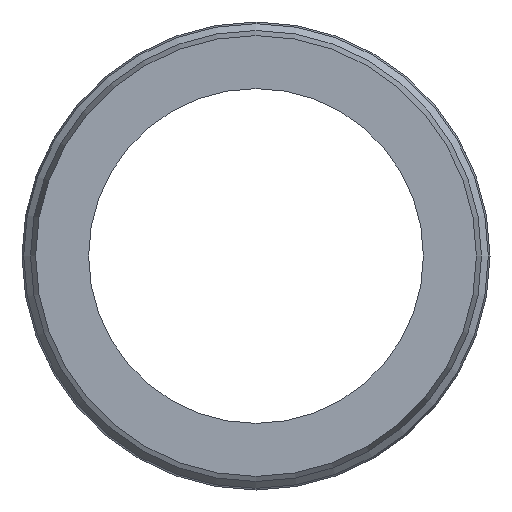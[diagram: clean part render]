
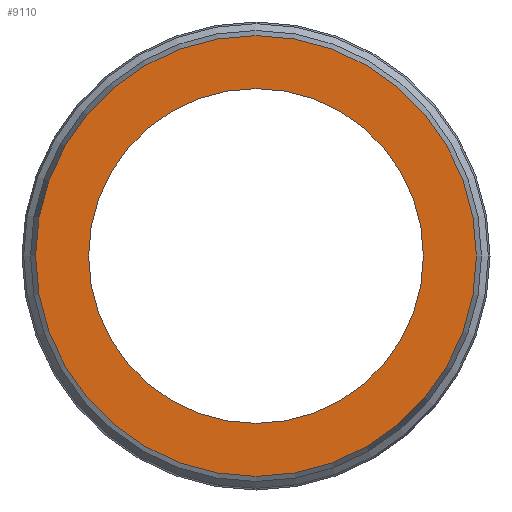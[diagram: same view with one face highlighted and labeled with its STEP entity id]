
A CAD part, front view. The second image highlights one B-rep face of the part: STEP entity #9110.
In plain terms, the highlighted planar face has unit normal (0, -1, 0).
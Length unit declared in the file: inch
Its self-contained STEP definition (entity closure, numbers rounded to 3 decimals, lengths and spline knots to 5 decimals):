
#166=CIRCLE('',#9628,0.49);
#167=CIRCLE('',#9629,0.49);
#168=CIRCLE('',#9631,0.64509);
#169=CIRCLE('',#9632,0.64509);
#215=FACE_BOUND('',#1497,.T.);
#979=FACE_OUTER_BOUND('',#1496,.T.);
#1496=EDGE_LOOP('',(#8247,#8248));
#1497=EDGE_LOOP('',(#8249,#8250));
#4338=VERTEX_POINT('',#15644);
#4339=VERTEX_POINT('',#15646);
#4340=VERTEX_POINT('',#15650);
#4341=VERTEX_POINT('',#15651);
#5642=EDGE_CURVE('',#4339,#4338,#166,.T.);
#5643=EDGE_CURVE('',#4338,#4339,#167,.T.);
#5644=EDGE_CURVE('',#4340,#4341,#168,.T.);
#5645=EDGE_CURVE('',#4341,#4340,#169,.T.);
#8247=ORIENTED_EDGE('',*,*,#5644,.F.);
#8248=ORIENTED_EDGE('',*,*,#5645,.F.);
#8249=ORIENTED_EDGE('',*,*,#5642,.T.);
#8250=ORIENTED_EDGE('',*,*,#5643,.T.);
#8602=PLANE('',#9630);
#9110=ADVANCED_FACE('',(#979,#215),#8602,.T.);
#9628=AXIS2_PLACEMENT_3D('',#15647,#11613,#11614);
#9629=AXIS2_PLACEMENT_3D('',#15648,#11615,#11616);
#9630=AXIS2_PLACEMENT_3D('',#15649,#11617,#11618);
#9631=AXIS2_PLACEMENT_3D('',#15652,#11619,#11620);
#9632=AXIS2_PLACEMENT_3D('',#15653,#11621,#11622);
#11613=DIRECTION('center_axis',(0.,1.,0.));
#11614=DIRECTION('ref_axis',(-1.,0.,0.));
#11615=DIRECTION('center_axis',(0.,1.,0.));
#11616=DIRECTION('ref_axis',(-1.,0.,0.));
#11617=DIRECTION('center_axis',(0.,-1.,0.));
#11618=DIRECTION('ref_axis',(0.,0.,-1.));
#11619=DIRECTION('center_axis',(0.,1.,0.));
#11620=DIRECTION('ref_axis',(-1.,0.,0.));
#11621=DIRECTION('center_axis',(0.,1.,0.));
#11622=DIRECTION('ref_axis',(-1.,0.,0.));
#15644=CARTESIAN_POINT('',(0.49,-5.75,0.));
#15646=CARTESIAN_POINT('',(-0.49,-5.75,0.));
#15647=CARTESIAN_POINT('Origin',(0.,-5.75,0.));
#15648=CARTESIAN_POINT('Origin',(0.,-5.75,0.));
#15649=CARTESIAN_POINT('Origin',(-0.56755,-5.75,0.));
#15650=CARTESIAN_POINT('',(-0.64509,-5.75,0.));
#15651=CARTESIAN_POINT('',(0.64509,-5.75,0.));
#15652=CARTESIAN_POINT('Origin',(0.,-5.75,0.));
#15653=CARTESIAN_POINT('Origin',(0.,-5.75,0.));
